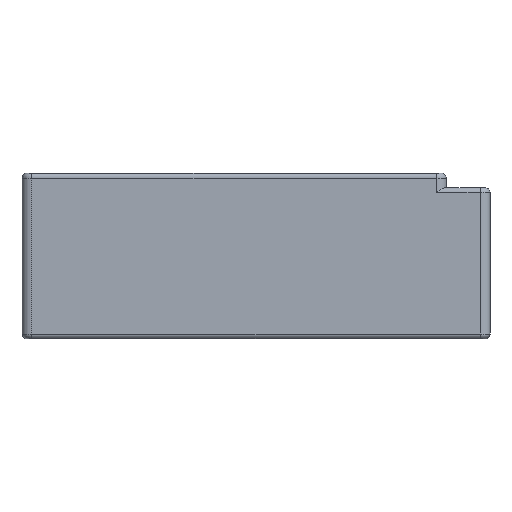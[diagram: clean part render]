
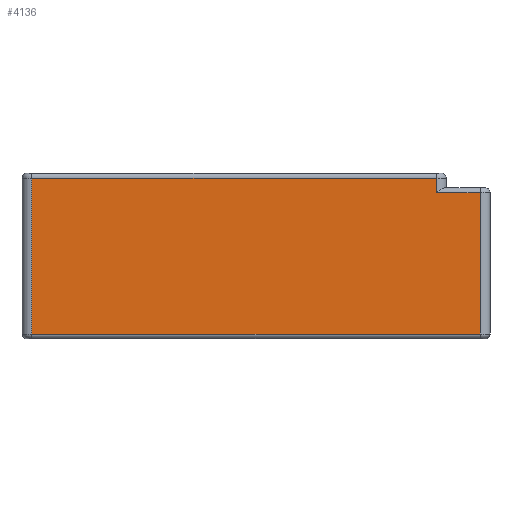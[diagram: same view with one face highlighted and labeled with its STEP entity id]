
A CAD part, left-side view. The second image highlights one B-rep face of the part: STEP entity #4136.
In plain terms, the highlighted planar face has unit normal (-1, 0, 0).
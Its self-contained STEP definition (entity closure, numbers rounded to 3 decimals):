
#12 = LINE ( 'NONE', #1779, #672 ) ;
#98 = VECTOR ( 'NONE', #2888, 1000. ) ;
#107 = VECTOR ( 'NONE', #871, 1000. ) ;
#212 = PLANE ( 'NONE',  #725 ) ;
#258 = VERTEX_POINT ( 'NONE', #4154 ) ;
#333 = EDGE_CURVE ( 'NONE', #258, #1214, #1538, .T. ) ;
#536 = DIRECTION ( 'NONE',  ( 0., 0., 1. ) ) ;
#672 = VECTOR ( 'NONE', #3008, 1000. ) ;
#684 = LINE ( 'NONE', #2179, #1533 ) ;
#725 = AXIS2_PLACEMENT_3D ( 'NONE', #2450, #2770, #865 ) ;
#762 = EDGE_CURVE ( 'NONE', #4087, #2959, #684, .T. ) ;
#852 = EDGE_CURVE ( 'NONE', #3600, #258, #3884, .T. ) ;
#865 = DIRECTION ( 'NONE',  ( 0., 1., 0. ) ) ;
#871 = DIRECTION ( 'NONE',  ( 0., -1., 0. ) ) ;
#971 = LINE ( 'NONE', #1212, #107 ) ;
#991 = CARTESIAN_POINT ( 'NONE',  ( -54.5, 47., 32. ) ) ;
#1068 = LINE ( 'NONE', #1375, #98 ) ;
#1153 = ORIENTED_EDGE ( 'NONE', *, *, #333, .T. ) ;
#1212 = CARTESIAN_POINT ( 'NONE',  ( -54.5, -45., 0. ) ) ;
#1214 = VERTEX_POINT ( 'NONE', #2728 ) ;
#1367 = CARTESIAN_POINT ( 'NONE',  ( -54.5, 47., 0. ) ) ;
#1368 = EDGE_CURVE ( 'NONE', #2959, #3600, #12, .T. ) ;
#1375 = CARTESIAN_POINT ( 'NONE',  ( -54.5, 47., 30. ) ) ;
#1533 = VECTOR ( 'NONE', #4082, 1000. ) ;
#1538 = LINE ( 'NONE', #991, #3137 ) ;
#1604 = ORIENTED_EDGE ( 'NONE', *, *, #1754, .T. ) ;
#1713 = ORIENTED_EDGE ( 'NONE', *, *, #762, .T. ) ;
#1754 = EDGE_CURVE ( 'NONE', #3860, #4087, #971, .T. ) ;
#1779 = CARTESIAN_POINT ( 'NONE',  ( -54.5, 47., 29. ) ) ;
#1884 = DIRECTION ( 'NONE',  ( 0., 1., 0. ) ) ;
#2179 = CARTESIAN_POINT ( 'NONE',  ( -54.5, -45., 30. ) ) ;
#2450 = CARTESIAN_POINT ( 'NONE',  ( -54.5, 47., 30. ) ) ;
#2508 = CARTESIAN_POINT ( 'NONE',  ( -54.5, -36., 29. ) ) ;
#2600 = EDGE_CURVE ( 'NONE', #1214, #3860, #1068, .T. ) ;
#2712 = ORIENTED_EDGE ( 'NONE', *, *, #2600, .T. ) ;
#2728 = CARTESIAN_POINT ( 'NONE',  ( -54.5, 47., 32. ) ) ;
#2738 = CARTESIAN_POINT ( 'NONE',  ( -54.5, -45., 0. ) ) ;
#2770 = DIRECTION ( 'NONE',  ( 1., 0., 0. ) ) ;
#2821 = VECTOR ( 'NONE', #536, 1000. ) ;
#2888 = DIRECTION ( 'NONE',  ( 0., 0., -1. ) ) ;
#2959 = VERTEX_POINT ( 'NONE', #3698 ) ;
#3008 = DIRECTION ( 'NONE',  ( 0., 1., 0. ) ) ;
#3109 = ORIENTED_EDGE ( 'NONE', *, *, #1368, .T. ) ;
#3137 = VECTOR ( 'NONE', #1884, 1000. ) ;
#3403 = CARTESIAN_POINT ( 'NONE',  ( -54.5, -36., 30. ) ) ;
#3517 = FACE_OUTER_BOUND ( 'NONE', #3722, .T. ) ;
#3550 = ORIENTED_EDGE ( 'NONE', *, *, #852, .T. ) ;
#3600 = VERTEX_POINT ( 'NONE', #2508 ) ;
#3698 = CARTESIAN_POINT ( 'NONE',  ( -54.5, -45., 29. ) ) ;
#3722 = EDGE_LOOP ( 'NONE', ( #2712, #1604, #1713, #3109, #3550, #1153 ) ) ;
#3860 = VERTEX_POINT ( 'NONE', #1367 ) ;
#3884 = LINE ( 'NONE', #3403, #2821 ) ;
#4082 = DIRECTION ( 'NONE',  ( 0., 0., 1. ) ) ;
#4087 = VERTEX_POINT ( 'NONE', #2738 ) ;
#4136 = ADVANCED_FACE ( 'NONE', ( #3517 ), #212, .F. ) ;
#4154 = CARTESIAN_POINT ( 'NONE',  ( -54.5, -36., 32. ) ) ;
